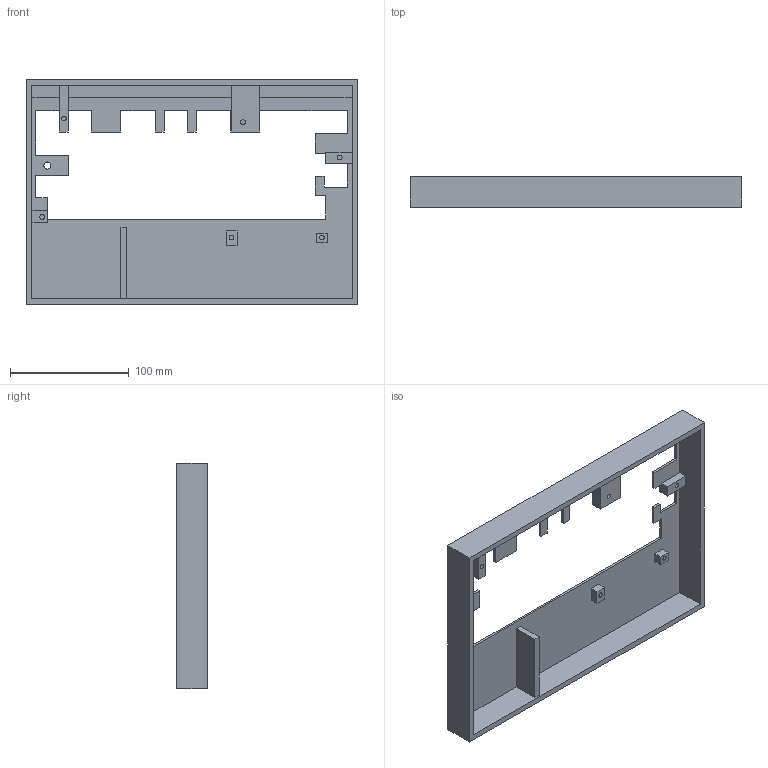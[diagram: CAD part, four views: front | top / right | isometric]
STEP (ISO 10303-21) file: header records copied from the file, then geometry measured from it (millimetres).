
FILE_DESCRIPTION(/* description */ (''),/* implementation_level */ '2;1');
FILE_NAME(/* name */ 'Lower Case V9.step',/* time_stamp */ '2026-02-22T12:50:05Z',/* author */ (''),/* organization */ (''),/* preprocessor_version */ 'ST-DEVELOPER v20.1',/* originating_system */ 'Autodesk Translation Framework v14.24.0.0',/* authorisation */ '');
FILE_SCHEMA (('AUTOMOTIVE_DESIGN { 1 0 10303 214 3 1 1 }'));
Length unit declared in the file: millimetre
Products named in the file (1): Lower Case
Bounding box: 280 x 26 x 190 mm (x, y, z)
Volume: 205276.7 mm3; surface area: 117693.6 mm2
Topology: 1 solids, 1 shells, 97 faces, 261 edges, 174 vertices
Faces by surface type: plane 90, cylinder 7
Full cylindrical faces by diameter (mm): 4 x6, 6 x1
Entity records: 3026 total; most frequent: CARTESIAN_POINT 533, ORIENTED_EDGE 522, DIRECTION 471, EDGE_CURVE 261, LINE 247, VECTOR 247, VERTEX_POINT 174, AXIS2_PLACEMENT_3D 112
